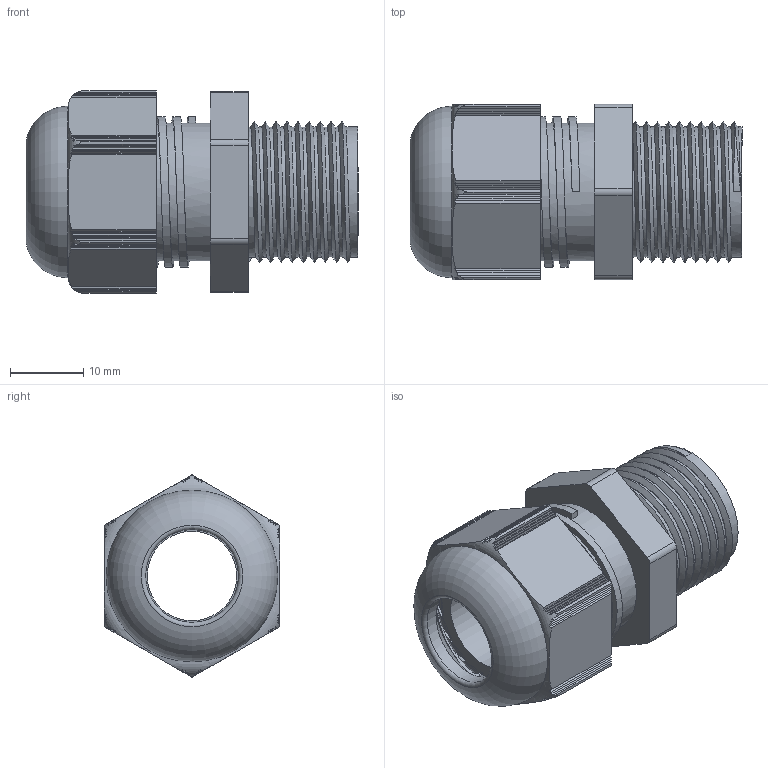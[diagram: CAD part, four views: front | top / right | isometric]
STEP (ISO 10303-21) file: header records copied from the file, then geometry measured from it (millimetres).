
FILE_DESCRIPTION(/* description */ (''),/* implementation_level */ '2;1');
FILE_NAME(/* name */ 'Euro-Top 11480520-RST.stp',/* time_stamp */ '2015-01-26T11:16:32+01:00',/* author */ ('sl'),/* organization */ (''),/* preprocessor_version */ 'ST-DEVELOPER v15.2',/* originating_system */ 'Autodesk Inventor 2014',/* authorisation */ '');
FILE_SCHEMA (('AUTOMOTIVE_DESIGN { 1 0 10303 214 3 1 1 }'));
Length unit declared in the file: millimetre
Products named in the file (4): Euro-Top-15-BT-0001-11480520; Euro-Top-15-BT-0002-11480520; Euro-Top-15-BT-0003-11480520; Euro-Top-15-BG-0001-11480520
Assembly tree (3 placements, depth 2):
  Euro-Top-15-BG-0001-11480520
    Euro-Top-15-BT-0001-11480520
    Euro-Top-15-BT-0002-11480520
    Euro-Top-15-BT-0003-11480520
Bounding box: 45.44 x 24.03 x 27.71 mm (x, y, z)
Volume: 9626.7 mm3; surface area: 10960.6 mm2
Topology: 3 solids, 3 shells, 257 faces, 738 edges, 489 vertices
Faces by surface type: plane 190, cylinder 41, torus 18, bspline 7, cone 1
Full cylindrical faces by diameter (mm): 12.28 x1, 12.6 x1, 12.71 x1, 13.8 x1, 15.46 x1, 15.98 x1, 17.82 x9, 18.86 x5, 21.1 x6, 23.5 x1
Entity records: 12276 total; most frequent: CARTESIAN_POINT 6248, ORIENTED_EDGE 1316, DIRECTION 1119, EDGE_CURVE 658, VERTEX_POINT 444, LINE 383, VECTOR 383, AXIS2_PLACEMENT_3D 368
